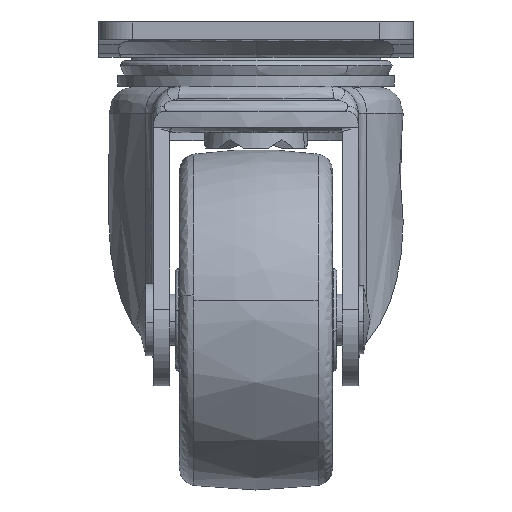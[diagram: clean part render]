
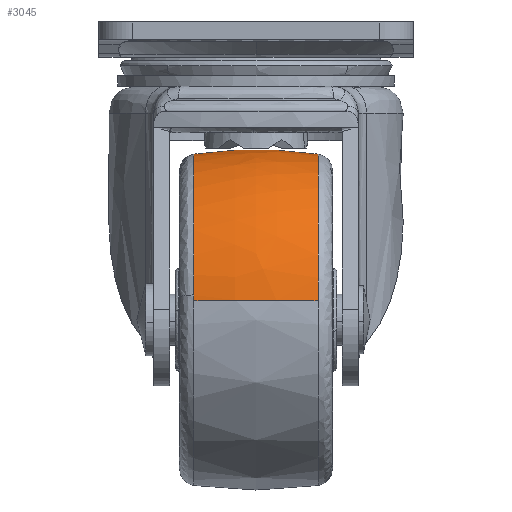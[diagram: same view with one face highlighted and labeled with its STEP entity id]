
A CAD part, left-side view. The second image highlights one B-rep face of the part: STEP entity #3045.
In plain terms, the highlighted free-form (B-spline) face has degree [2, 2] with [5, 5] control points.
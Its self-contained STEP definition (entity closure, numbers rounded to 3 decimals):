
#1901=CARTESIAN_POINT('',(-38.245,7.292,-32.076));
#1902=VERTEX_POINT('',#1901);
#1916=CARTESIAN_POINT('',(-19.0,7.292,-15.535));
#1917=VERTEX_POINT('',#1916);
#1918=CARTESIAN_POINT('',(-19.0,7.292,-15.535));
#1919=CARTESIAN_POINT('',(-35.731,7.292,-15.535));
#1920=CARTESIAN_POINT('',(-38.245,7.292,-32.076));
#1928=(BOUNDED_CURVE()B_SPLINE_CURVE(2,(#1918,#1919,#1920),.UNSPECIFIED.,.F.,.U.)B_SPLINE_CURVE_WITH_KNOTS((3,3),(0.5,0.724),.UNSPECIFIED.)CURVE()GEOMETRIC_REPRESENTATION_ITEM()RATIONAL_B_SPLINE_CURVE((1.0,0.737,0.946))REPRESENTATION_ITEM(''));
#1929=EDGE_CURVE('',#1917,#1902,#1928,.T.);
#2018=CARTESIAN_POINT('',(-38.335,7.292,-32.753));
#2019=VERTEX_POINT('',#2018);
#2035=CARTESIAN_POINT('',(-38.245,7.292,-32.076));
#2036=CARTESIAN_POINT('',(-38.296,7.292,-32.414));
#2037=CARTESIAN_POINT('',(-38.335,7.292,-32.753));
#2045=(BOUNDED_CURVE()B_SPLINE_CURVE(2,(#2035,#2036,#2037),.UNSPECIFIED.,.F.,.U.)B_SPLINE_CURVE_WITH_KNOTS((3,3),(0.724,0.73),.UNSPECIFIED.)CURVE()GEOMETRIC_REPRESENTATION_ITEM()RATIONAL_B_SPLINE_CURVE((0.946,0.951,0.957))REPRESENTATION_ITEM(''));
#2046=EDGE_CURVE('',#1902,#2019,#2045,.T.);
#2248=CARTESIAN_POINT('',(-19.0,-7.292,-15.535));
#2249=VERTEX_POINT('',#2248);
#2263=CARTESIAN_POINT('',(-38.335,-7.292,-32.753));
#2264=VERTEX_POINT('',#2263);
#2265=CARTESIAN_POINT('',(-19.0,-7.292,-15.535));
#2266=CARTESIAN_POINT('',(-36.334,-7.292,-15.535));
#2267=CARTESIAN_POINT('',(-38.335,-7.292,-32.753));
#2275=(BOUNDED_CURVE()B_SPLINE_CURVE(2,(#2265,#2266,#2267),.UNSPECIFIED.,.F.,.U.)B_SPLINE_CURVE_WITH_KNOTS((3,3),(0.5,0.73),.UNSPECIFIED.)CURVE()GEOMETRIC_REPRESENTATION_ITEM()RATIONAL_B_SPLINE_CURVE((1.0,0.731,0.957))REPRESENTATION_ITEM(''));
#2276=EDGE_CURVE('',#2249,#2264,#2275,.T.);
#2968=CARTESIAN_POINT('',(-19.0,-7.292,-15.535));
#2969=CARTESIAN_POINT('',(-19.0,-3.665,-15.));
#2970=CARTESIAN_POINT('',(-19.0,0.,-15.));
#2971=CARTESIAN_POINT('',(-19.0,3.665,-15.));
#2972=CARTESIAN_POINT('',(-19.0,7.292,-15.535));
#2980=(BOUNDED_CURVE()B_SPLINE_CURVE(2,(#2968,#2969,#2970,#2971,#2972),.UNSPECIFIED.,.F.,.U.)B_SPLINE_CURVE_WITH_KNOTS((3,2,3),(0.419,0.5,0.581),.UNSPECIFIED.)CURVE()GEOMETRIC_REPRESENTATION_ITEM()RATIONAL_B_SPLINE_CURVE((0.971,0.983,1.0,0.983,0.971))REPRESENTATION_ITEM(''));
#2981=EDGE_CURVE('',#2249,#1917,#2980,.T.);
#2987=CARTESIAN_POINT('',(-38.335,-7.292,-32.753));
#2988=CARTESIAN_POINT('',(-38.866,-3.665,-32.691));
#2989=CARTESIAN_POINT('',(-38.866,0.,-32.691));
#2990=CARTESIAN_POINT('',(-38.866,3.665,-32.691));
#2991=CARTESIAN_POINT('',(-38.335,7.292,-32.753));
#2999=(BOUNDED_CURVE()B_SPLINE_CURVE(2,(#2987,#2988,#2989,#2990,#2991),.UNSPECIFIED.,.F.,.U.)B_SPLINE_CURVE_WITH_KNOTS((3,2,3),(0.419,0.5,0.581),.UNSPECIFIED.)CURVE()GEOMETRIC_REPRESENTATION_ITEM()RATIONAL_B_SPLINE_CURVE((0.93,0.941,0.957,0.941,0.93))REPRESENTATION_ITEM(''));
#3000=EDGE_CURVE('',#2264,#2019,#2999,.T.);
#3005=CARTESIAN_POINT('',(-18.874,-8.025,-15.648));
#3006=CARTESIAN_POINT('',(-18.87,-4.039,-15.));
#3007=CARTESIAN_POINT('',(-18.87,0.,-15.));
#3008=CARTESIAN_POINT('',(-18.87,4.039,-15.));
#3009=CARTESIAN_POINT('',(-18.874,8.025,-15.648));
#3010=CARTESIAN_POINT('',(-18.937,-8.025,-15.648));
#3011=CARTESIAN_POINT('',(-18.935,-4.039,-15.));
#3012=CARTESIAN_POINT('',(-18.935,0.,-15.));
#3013=CARTESIAN_POINT('',(-18.935,4.039,-15.));
#3014=CARTESIAN_POINT('',(-18.937,8.025,-15.648));
#3015=CARTESIAN_POINT('',(-36.233,-8.025,-15.648));
#3016=CARTESIAN_POINT('',(-36.81,-4.039,-15.));
#3017=CARTESIAN_POINT('',(-36.81,0.,-15.));
#3018=CARTESIAN_POINT('',(-36.81,4.039,-15.));
#3019=CARTESIAN_POINT('',(-36.233,8.025,-15.648));
#3020=CARTESIAN_POINT('',(-38.23,-8.025,-32.831));
#3021=CARTESIAN_POINT('',(-38.874,-4.039,-32.758));
#3022=CARTESIAN_POINT('',(-38.874,0.,-32.758));
#3023=CARTESIAN_POINT('',(-38.874,4.039,-32.758));
#3024=CARTESIAN_POINT('',(-38.23,8.025,-32.831));
#3025=CARTESIAN_POINT('',(-38.238,-8.025,-32.896));
#3026=CARTESIAN_POINT('',(-38.882,-4.039,-32.826));
#3027=CARTESIAN_POINT('',(-38.882,0.,-32.826));
#3028=CARTESIAN_POINT('',(-38.882,4.039,-32.826));
#3029=CARTESIAN_POINT('',(-38.238,8.025,-32.896));
#3037=(BOUNDED_SURFACE()B_SPLINE_SURFACE(2,2,((#3005,#3010,#3015,#3020,#3025),(#3006,#3011,#3016,#3021,#3026),(#3007,#3012,#3017,#3022,#3027),(#3008,#3013,#3018,#3023,#3028),(#3009,#3014,#3019,#3024,#3029)),.UNSPECIFIED.,.F.,.F.,.U.)B_SPLINE_SURFACE_WITH_KNOTS((3,2,3),(3,1,1,3),(0.0,8.178,16.356),(0.0,0.152,30.605,30.757),.UNSPECIFIED.)GEOMETRIC_REPRESENTATION_ITEM()RATIONAL_B_SPLINE_SURFACE(((0.972,0.971,0.708,0.929,0.93),(0.984,0.983,0.717,0.94,0.941),(1.003,1.001,0.731,0.958,0.959),(0.984,0.983,0.717,0.94,0.941),(0.972,0.971,0.708,0.929,0.93)))REPRESENTATION_ITEM('')SURFACE());
#3038=ORIENTED_EDGE('',*,*,#1929,.T.);
#3039=ORIENTED_EDGE('',*,*,#2046,.T.);
#3040=ORIENTED_EDGE('',*,*,#3000,.F.);
#3041=ORIENTED_EDGE('',*,*,#2276,.F.);
#3042=ORIENTED_EDGE('',*,*,#2981,.T.);
#3043=EDGE_LOOP('',(#3038,#3039,#3040,#3041,#3042));
#3044=FACE_OUTER_BOUND('',#3043,.T.);
#3045=ADVANCED_FACE('',(#3044),#3037,.T.);
